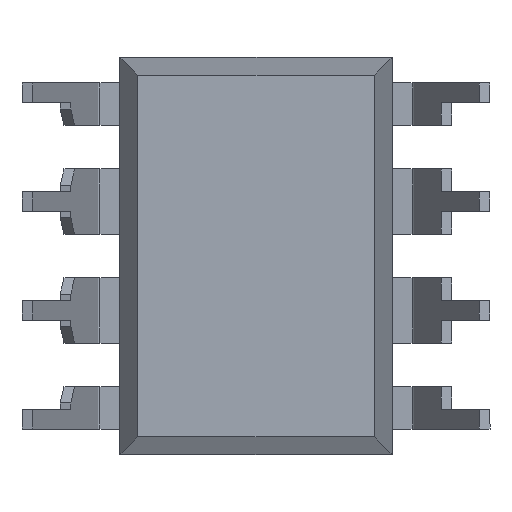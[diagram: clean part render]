
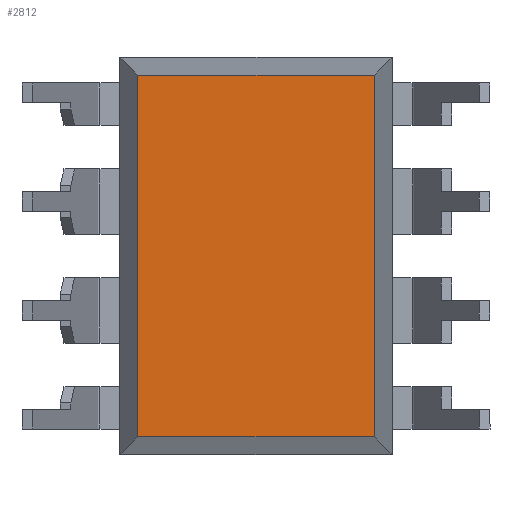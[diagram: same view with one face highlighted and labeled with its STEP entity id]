
A CAD part, front view. The second image highlights one B-rep face of the part: STEP entity #2812.
In plain terms, the highlighted planar face has unit normal (0, -1, 0).
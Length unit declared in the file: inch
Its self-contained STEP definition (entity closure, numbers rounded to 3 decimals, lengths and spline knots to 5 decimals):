
#28 = CARTESIAN_POINT ( 'NONE',  ( 0.10869, 0.015, 0.16619 ) ) ;
#53 = VECTOR ( 'NONE', #3675, 39.37008 ) ;
#188 = DIRECTION ( 'NONE',  ( 1., 0., 0. ) ) ;
#367 = FACE_OUTER_BOUND ( 'NONE', #3740, .T. ) ;
#567 = EDGE_CURVE ( 'NONE', #2160, #2521, #3011, .T. ) ;
#663 = LINE ( 'NONE', #3663, #53 ) ;
#751 = PLANE ( 'NONE',  #3346 ) ;
#1077 = DIRECTION ( 'NONE',  ( 0., -1., 0. ) ) ;
#1264 = EDGE_CURVE ( 'NONE', #2521, #1999, #663, .T. ) ;
#1295 = ORIENTED_EDGE ( 'NONE', *, *, #3235, .T. ) ;
#1384 = VECTOR ( 'NONE', #2526, 39.37008 ) ;
#1413 = VECTOR ( 'NONE', #2482, 39.37008 ) ;
#1550 = CARTESIAN_POINT ( 'NONE',  ( 0.10869, 0.015, -0.1825 ) ) ;
#1982 = CARTESIAN_POINT ( 'NONE',  ( -0.10869, 0.015, 0.16619 ) ) ;
#1999 = VERTEX_POINT ( 'NONE', #1982 ) ;
#2160 = VERTEX_POINT ( 'NONE', #2914 ) ;
#2192 = LINE ( 'NONE', #2458, #2427 ) ;
#2427 = VECTOR ( 'NONE', #3056, 39.37008 ) ;
#2458 = CARTESIAN_POINT ( 'NONE',  ( -0.125, 0.015, -0.16619 ) ) ;
#2464 = ORIENTED_EDGE ( 'NONE', *, *, #1264, .T. ) ;
#2482 = DIRECTION ( 'NONE',  ( 0., 0., 1. ) ) ;
#2521 = VERTEX_POINT ( 'NONE', #28 ) ;
#2526 = DIRECTION ( 'NONE',  ( 0., 0., -1. ) ) ;
#2579 = EDGE_CURVE ( 'NONE', #3525, #2160, #2192, .T. ) ;
#2700 = ORIENTED_EDGE ( 'NONE', *, *, #2579, .T. ) ;
#2708 = CARTESIAN_POINT ( 'NONE',  ( -0.10869, 0.015, -0.16619 ) ) ;
#2812 = ADVANCED_FACE ( 'NONE', ( #367 ), #751, .T. ) ;
#2841 = LINE ( 'NONE', #3399, #1384 ) ;
#2914 = CARTESIAN_POINT ( 'NONE',  ( 0.10869, 0.015, -0.16619 ) ) ;
#3011 = LINE ( 'NONE', #1550, #1413 ) ;
#3056 = DIRECTION ( 'NONE',  ( 1., 0., 0. ) ) ;
#3235 = EDGE_CURVE ( 'NONE', #1999, #3525, #2841, .T. ) ;
#3346 = AXIS2_PLACEMENT_3D ( 'NONE', #3456, #1077, #188 ) ;
#3399 = CARTESIAN_POINT ( 'NONE',  ( -0.10869, 0.015, 0.1825 ) ) ;
#3456 = CARTESIAN_POINT ( 'NONE',  ( 0., 0.015, 0. ) ) ;
#3525 = VERTEX_POINT ( 'NONE', #2708 ) ;
#3556 = ORIENTED_EDGE ( 'NONE', *, *, #567, .T. ) ;
#3663 = CARTESIAN_POINT ( 'NONE',  ( 0.125, 0.015, 0.16619 ) ) ;
#3675 = DIRECTION ( 'NONE',  ( -1., 0., 0. ) ) ;
#3740 = EDGE_LOOP ( 'NONE', ( #3556, #2464, #1295, #2700 ) ) ;
